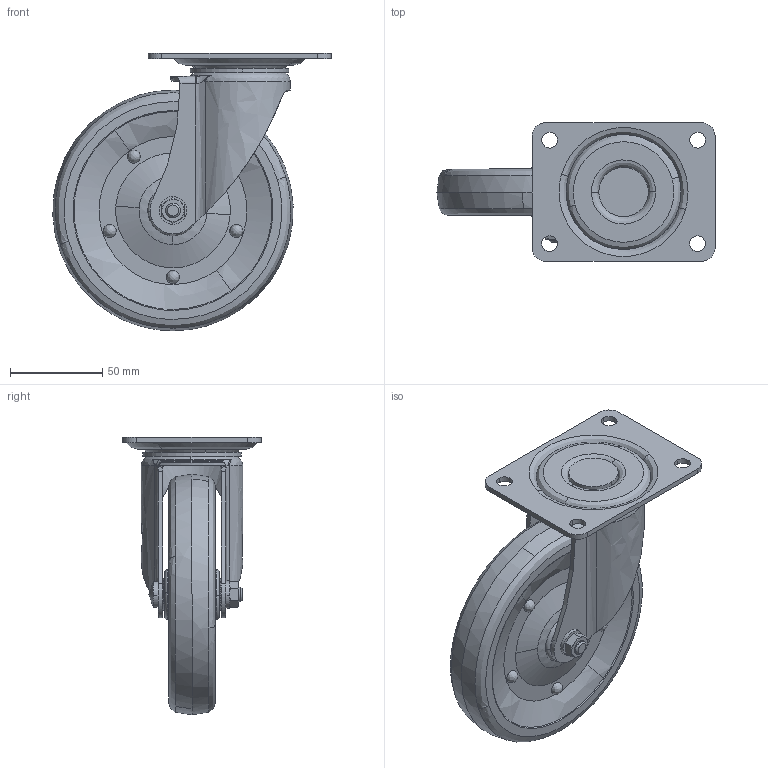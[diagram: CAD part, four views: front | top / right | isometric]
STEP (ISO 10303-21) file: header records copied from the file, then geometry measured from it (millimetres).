
FILE_DESCRIPTION((''),'2;1');
FILE_NAME('','2009-03-19T14:31:00',(''),(''),'','CADfix','');
FILE_SCHEMA(('AUTOMOTIVE_DESIGN { 1 0 10303 214 1 1 1 1 }'));
Length unit declared in the file: millimetre
Bounding box: 150.44 x 75 x 150 mm (x, y, z)
Volume: 315011.2 mm3; surface area: 81036.8 mm2
Topology: 4 solids, 20 shells, 226 faces, 771 edges, 582 vertices
Faces by surface type: bspline 226
Entity records: 13079 total; most frequent: CARTESIAN_POINT 8926, ORIENTED_EDGE 1366, EDGE_CURVE 764, VERTEX_POINT 580, EDGE_LOOP 272, FACE_OUTER_BOUND 224, ADVANCED_FACE 224, B_SPLINE_CURVE_WITH_KNOTS 173
